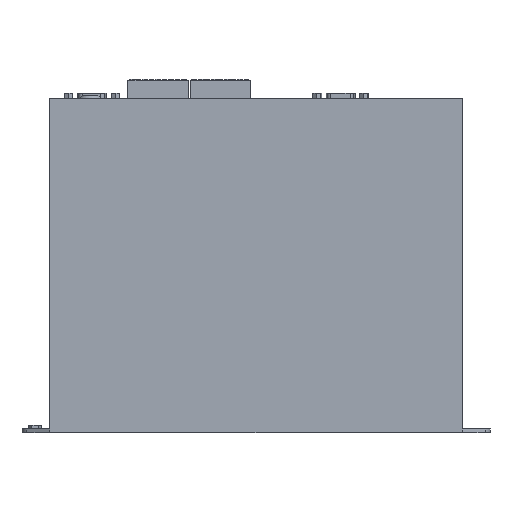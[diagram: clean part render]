
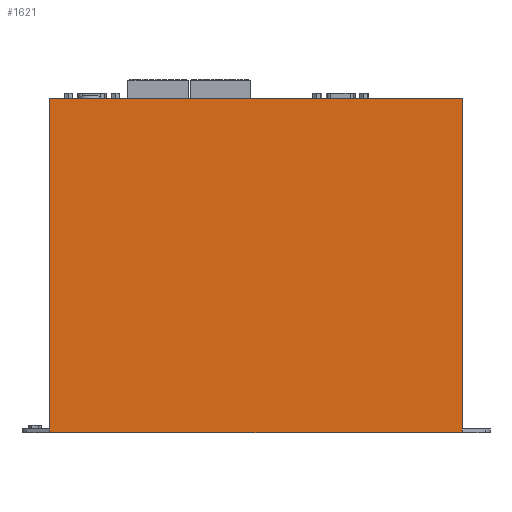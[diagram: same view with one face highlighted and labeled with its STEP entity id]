
A CAD part, front view. The second image highlights one B-rep face of the part: STEP entity #1621.
In plain terms, the highlighted planar face has unit normal (0, -1, 0).
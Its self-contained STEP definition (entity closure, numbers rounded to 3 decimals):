
#954 = VERTEX_POINT ( 'NONE', #2237 ) ;
#1407 = DIRECTION ( 'NONE',  ( 1., 0., 0. ) ) ;
#1621 = ADVANCED_FACE ( 'NONE', ( #6508 ), #28734, .F. ) ;
#2237 = CARTESIAN_POINT ( 'NONE',  ( 112.5, -45., 2. ) ) ;
#3550 = LINE ( 'NONE', #11762, #18445 ) ;
#3623 = DIRECTION ( 'NONE',  ( 0., 0., -1. ) ) ;
#4282 = CARTESIAN_POINT ( 'NONE',  ( 112.5, -45., 182. ) ) ;
#4560 = CARTESIAN_POINT ( 'NONE',  ( 112.5, -45., 0. ) ) ;
#6412 = ORIENTED_EDGE ( 'NONE', *, *, #6596, .T. ) ;
#6508 = FACE_OUTER_BOUND ( 'NONE', #33774, .T. ) ;
#6596 = EDGE_CURVE ( 'NONE', #21232, #12721, #33187, .T. ) ;
#7484 = LINE ( 'NONE', #4560, #13529 ) ;
#7535 = EDGE_CURVE ( 'NONE', #9783, #11896, #30907, .T. ) ;
#8605 = VECTOR ( 'NONE', #1407, 1000. ) ;
#9284 = CARTESIAN_POINT ( 'NONE',  ( 112.5, -45., 182. ) ) ;
#9783 = VERTEX_POINT ( 'NONE', #19455 ) ;
#9976 = DIRECTION ( 'NONE',  ( 0., 0., 1. ) ) ;
#11356 = ORIENTED_EDGE ( 'NONE', *, *, #15173, .T. ) ;
#11762 = CARTESIAN_POINT ( 'NONE',  ( -112.5, -45., 0. ) ) ;
#11896 = VERTEX_POINT ( 'NONE', #26815 ) ;
#12199 = LINE ( 'NONE', #9284, #23367 ) ;
#12307 = CARTESIAN_POINT ( 'NONE',  ( -112.5, -45., 0. ) ) ;
#12524 = CARTESIAN_POINT ( 'NONE',  ( -127.5, -45., 2. ) ) ;
#12721 = VERTEX_POINT ( 'NONE', #31835 ) ;
#12898 = CARTESIAN_POINT ( 'NONE',  ( -112.5, -45., 182. ) ) ;
#13529 = VECTOR ( 'NONE', #15686, 1000. ) ;
#13975 = CARTESIAN_POINT ( 'NONE',  ( -112.5, -45., 182. ) ) ;
#15173 = EDGE_CURVE ( 'NONE', #12721, #954, #7484, .T. ) ;
#15686 = DIRECTION ( 'NONE',  ( 0., 0., 1. ) ) ;
#16239 = CARTESIAN_POINT ( 'NONE',  ( -127.5, -45., 0. ) ) ;
#16782 = ORIENTED_EDGE ( 'NONE', *, *, #21135, .F. ) ;
#18445 = VECTOR ( 'NONE', #28697, 1000. ) ;
#19455 = CARTESIAN_POINT ( 'NONE',  ( -112.5, -45., 182. ) ) ;
#19609 = DIRECTION ( 'NONE',  ( 0., 0., -1. ) ) ;
#21135 = EDGE_CURVE ( 'NONE', #21232, #11896, #3550, .T. ) ;
#21232 = VERTEX_POINT ( 'NONE', #12307 ) ;
#21493 = VECTOR ( 'NONE', #19609, 1000. ) ;
#22090 = EDGE_CURVE ( 'NONE', #9783, #33286, #27080, .T. ) ;
#22273 = ORIENTED_EDGE ( 'NONE', *, *, #7535, .T. ) ;
#22818 = AXIS2_PLACEMENT_3D ( 'NONE', #12524, #32013, #9976 ) ;
#22997 = ORIENTED_EDGE ( 'NONE', *, *, #22090, .F. ) ;
#23367 = VECTOR ( 'NONE', #3623, 1000. ) ;
#25447 = VECTOR ( 'NONE', #32463, 1000. ) ;
#26815 = CARTESIAN_POINT ( 'NONE',  ( -112.5, -45., 2. ) ) ;
#27080 = LINE ( 'NONE', #12898, #8605 ) ;
#28580 = EDGE_CURVE ( 'NONE', #33286, #954, #12199, .T. ) ;
#28697 = DIRECTION ( 'NONE',  ( 0., 0., 1. ) ) ;
#28734 = PLANE ( 'NONE',  #22818 ) ;
#30907 = LINE ( 'NONE', #13975, #21493 ) ;
#31835 = CARTESIAN_POINT ( 'NONE',  ( 112.5, -45., 0. ) ) ;
#32013 = DIRECTION ( 'NONE',  ( 0., 1., 0. ) ) ;
#32463 = DIRECTION ( 'NONE',  ( 1., 0., 0. ) ) ;
#33187 = LINE ( 'NONE', #16239, #25447 ) ;
#33286 = VERTEX_POINT ( 'NONE', #4282 ) ;
#33725 = ORIENTED_EDGE ( 'NONE', *, *, #28580, .F. ) ;
#33774 = EDGE_LOOP ( 'NONE', ( #6412, #11356, #33725, #22997, #22273, #16782 ) ) ;
